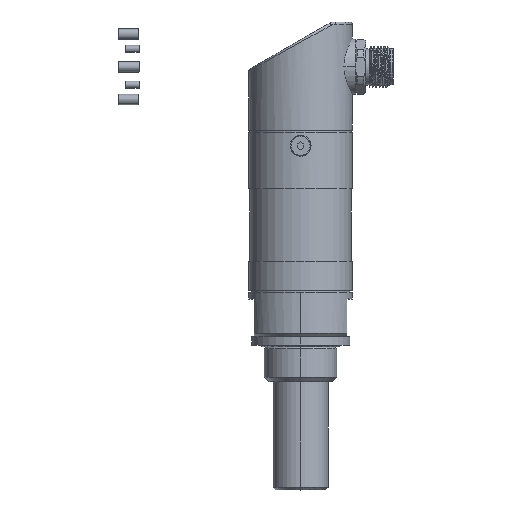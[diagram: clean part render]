
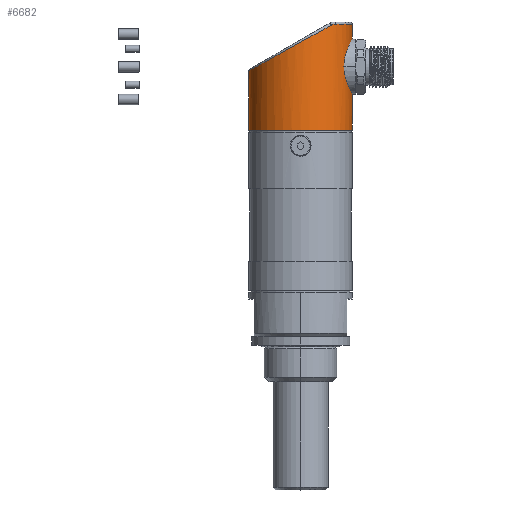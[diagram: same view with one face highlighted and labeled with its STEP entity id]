
A CAD part, top view. The second image highlights one B-rep face of the part: STEP entity #6682.
In plain terms, the highlighted cylindrical face has radius 15 mm (diameter 30 mm), a partial arc.
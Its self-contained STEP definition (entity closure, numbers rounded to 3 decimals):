
#1024=CARTESIAN_POINT('',(15.,11.052,0.));
#1040=CARTESIAN_POINT('',(12.574,3.,8.18));
#1041=CARTESIAN_POINT('',(12.574,3.461,8.18));
#1042=CARTESIAN_POINT('',(12.625,4.399,8.101));
#1043=CARTESIAN_POINT('',(12.885,5.896,7.69));
#1044=CARTESIAN_POINT('',(13.313,7.364,6.935));
#1045=CARTESIAN_POINT('',(13.783,8.585,5.958));
#1046=CARTESIAN_POINT('',(14.26,9.636,4.726));
#1047=CARTESIAN_POINT('',(14.671,10.447,3.26));
#1048=CARTESIAN_POINT('',(14.942,10.948,1.628));
#1049=CARTESIAN_POINT('',(15.,11.052,0.545));
#1050=CARTESIAN_POINT('',(15.,11.052,0.));
#1061=DIRECTION('',(0.,-1.,0.));
#1062=VECTOR('',#1061,17.197);
#1063=CARTESIAN_POINT('',(-15.,1.797,0.));
#1064=LINE('',#1063,#1062);
#1070=CARTESIAN_POINT('',(0.,-15.4,0.));
#1071=DIRECTION('',(0.,1.,0.));
#1072=DIRECTION('',(-1.,0.,0.));
#1073=AXIS2_PLACEMENT_3D('',#1070,#1071,#1072);
#1095=CARTESIAN_POINT('',(-15.,1.797,0.));
#1096=CARTESIAN_POINT('',(-15.,1.797,
0.79));
#1097=CARTESIAN_POINT('',(-14.875,1.866,2.375));
#1098=CARTESIAN_POINT('',(-14.312,2.178,4.686));
#1099=CARTESIAN_POINT('',(-13.397,2.686,6.919));
#1100=CARTESIAN_POINT('',(-11.917,3.505,9.222));
#1101=CARTESIAN_POINT('',(-10.422,4.335,10.871));
#1102=CARTESIAN_POINT('',(-8.43,5.439,12.497));
#1103=CARTESIAN_POINT('',(-6.269,6.636,13.698));
#1104=CARTESIAN_POINT('',(-3.927,7.935,14.557));
#1105=CARTESIAN_POINT('',(-1.239,9.425,15.03));
#1106=CARTESIAN_POINT('',(1.381,10.877,15.011));
#1107=CARTESIAN_POINT('',(4.032,12.346,14.541));
#1108=CARTESIAN_POINT('',(6.743,13.848,13.498));
#1109=CARTESIAN_POINT('',(8.258,14.688,12.553));
#1110=CARTESIAN_POINT('',(8.962,15.078,12.028));
#1112=CARTESIAN_POINT('',(8.962,15.078,12.028));
#1113=CARTESIAN_POINT('',(9.107,15.159,11.92));
#1114=CARTESIAN_POINT('',(9.392,15.281,11.7));
#1115=CARTESIAN_POINT('',(9.814,15.38,11.348));
#1116=CARTESIAN_POINT('',(10.082,15.4,11.108));
#1117=CARTESIAN_POINT('',(10.212,15.4,10.987));
#1119=DIRECTION('',(0.,-1.,0.));
#1120=VECTOR('',#1119,4.348);
#1121=CARTESIAN_POINT('',(15.,15.4,0.));
#1122=LINE('',#1121,#1120);
#1123=DIRECTION('',(0.,-1.,0.));
#1124=VECTOR('',#1123,10.348);
#1125=CARTESIAN_POINT('',(15.,-5.052,0.));
#1126=LINE('',#1125,#1124);
#1135=CARTESIAN_POINT('',(-15.,1.797,0.));
#1188=CARTESIAN_POINT('',(0.,15.4,0.));
#1189=DIRECTION('',(0.,-1.,0.));
#1190=DIRECTION('',(1.,0.,0.));
#1191=AXIS2_PLACEMENT_3D('',#1188,#1189,#1190);
#1644=CARTESIAN_POINT('',(15.,-5.052,0.));
#1645=CARTESIAN_POINT('',(15.,-5.052,0.486));
#1646=CARTESIAN_POINT('',(14.953,-4.969,1.471));
#1647=CARTESIAN_POINT('',(14.724,-4.546,3.006));
#1648=CARTESIAN_POINT('',(14.337,-3.793,4.488));
#1649=CARTESIAN_POINT('',(13.876,-2.802,5.743));
#1650=CARTESIAN_POINT('',(13.385,-1.571,6.799));
#1651=CARTESIAN_POINT('',(12.931,-0.098,
7.613));
#1652=CARTESIAN_POINT('',(12.633,1.502,8.09));
#1653=CARTESIAN_POINT('',(12.574,2.503,8.18));
#1654=CARTESIAN_POINT('',(12.574,3.,8.18));
#3836=CARTESIAN_POINT('',(15.,-15.4,0.));
#3837=CARTESIAN_POINT('',(-15.,-15.4,0.));
#3838=VERTEX_POINT('',#3836);
#3839=VERTEX_POINT('',#3837);
#3840=CARTESIAN_POINT('',(15.,-5.052,0.));
#3841=VERTEX_POINT('',#3840);
#3843=VERTEX_POINT('',#1024);
#3844=CARTESIAN_POINT('',(15.,15.4,0.));
#3845=VERTEX_POINT('',#3844);
#3851=VERTEX_POINT('',#1135);
#3852=VERTEX_POINT('',#1110);
#3853=VERTEX_POINT('',#1117);
#3854=VERTEX_POINT('',#1040);
#6662=CARTESIAN_POINT('',(0.,-16.,0.));
#6663=DIRECTION('',(0.,1.,0.));
#6664=DIRECTION('',(1.,0.,0.));
#6665=AXIS2_PLACEMENT_3D('',#6662,#6663,#6664);
#6666=CYLINDRICAL_SURFACE('',#6665,15.);
#6667=ORIENTED_EDGE('',*,*,#6647,.F.);
#6668=ORIENTED_EDGE('',*,*,#6636,.F.);
#6670=ORIENTED_EDGE('',*,*,#6669,.T.);
#6672=ORIENTED_EDGE('',*,*,#6671,.T.);
#6674=ORIENTED_EDGE('',*,*,#6673,.F.);
#6675=ORIENTED_EDGE('',*,*,#6626,.T.);
#6676=ORIENTED_EDGE('',*,*,#6609,.F.);
#6678=ORIENTED_EDGE('',*,*,#6677,.F.);
#6679=ORIENTED_EDGE('',*,*,#6621,.T.);
#6680=EDGE_LOOP('',(#6667,#6668,#6670,#6672,#6674,#6675,#6676,#6678,#6679));
#6681=FACE_OUTER_BOUND('',#6680,.F.);
#6682=ADVANCED_FACE('',(#6681),#6666,.T.);
#1051=B_SPLINE_CURVE_WITH_KNOTS('',3,(#1040,#1041,#1042,#1043,#1044,#1045,#1046,
#1047,#1048,#1049,#1050),.UNSPECIFIED.,.F.,.F.,(4,1,1,1,1,1,1,1,4),(0.,
0.125,0.25,0.375,0.5,0.625,0.75,0.875,1.),.UNSPECIFIED.);
#1074=CIRCLE('',#1073,15.);
#1111=B_SPLINE_CURVE_WITH_KNOTS('',3,(#1095,#1096,#1097,#1098,#1099,#1100,#1101,
#1102,#1103,#1104,#1105,#1106,#1107,#1108,#1109,#1110),.UNSPECIFIED.,.F.,.F.,(4,
1,1,1,1,1,1,1,1,1,1,1,1,4),(0.,0.077,0.154,
0.231,0.308,0.385,0.462,
0.538,0.615,0.692,0.769,
0.846,0.923,1.),.UNSPECIFIED.);
#1118=B_SPLINE_CURVE_WITH_KNOTS('',3,(#1112,#1113,#1114,#1115,#1116,#1117),
.UNSPECIFIED.,.F.,.F.,(4,1,1,4),(0.,0.359,0.683,1.),
.UNSPECIFIED.);
#1192=CIRCLE('',#1191,15.);
#1655=B_SPLINE_CURVE_WITH_KNOTS('',3,(#1644,#1645,#1646,#1647,#1648,#1649,#1650,
#1651,#1652,#1653,#1654),.UNSPECIFIED.,.F.,.F.,(4,1,1,1,1,1,1,1,4),(0.,
0.125,0.25,0.375,0.5,0.625,0.75,0.875,1.),.UNSPECIFIED.);
#6609=EDGE_CURVE('',#3854,#3843,#1051,.T.);
#6621=EDGE_CURVE('',#3841,#3838,#1126,.T.);
#6626=EDGE_CURVE('',#3845,#3843,#1122,.T.);
#6636=EDGE_CURVE('',#3851,#3839,#1064,.T.);
#6647=EDGE_CURVE('',#3839,#3838,#1074,.T.);
#6669=EDGE_CURVE('',#3851,#3852,#1111,.T.);
#6671=EDGE_CURVE('',#3852,#3853,#1118,.T.);
#6673=EDGE_CURVE('',#3845,#3853,#1192,.T.);
#6677=EDGE_CURVE('',#3841,#3854,#1655,.T.);
